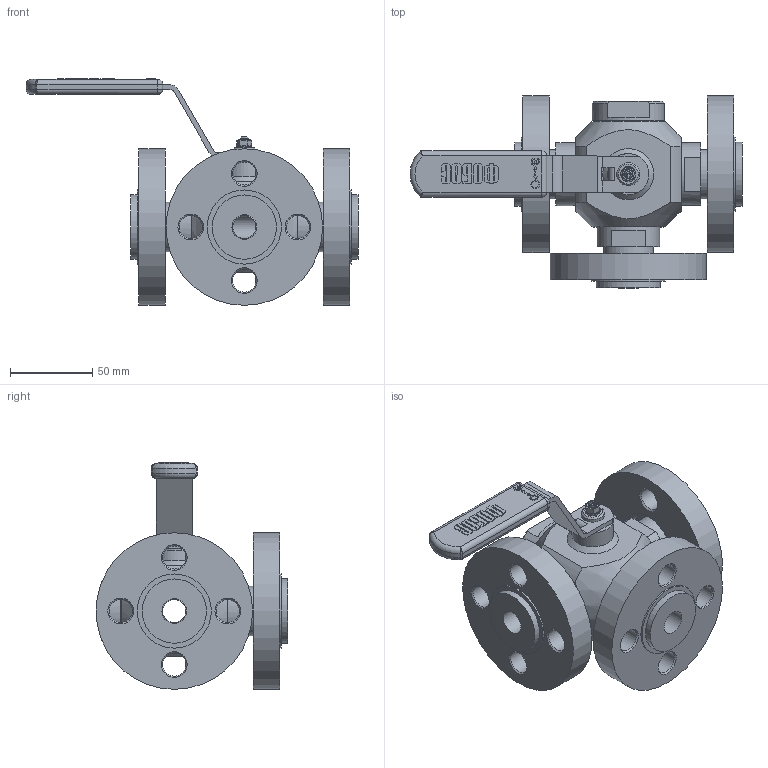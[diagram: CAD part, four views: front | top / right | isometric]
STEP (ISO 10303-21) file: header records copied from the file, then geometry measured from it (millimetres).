
FILE_DESCRIPTION(/* description */ (''),/* implementation_level */ '2;1');
FILE_NAME(/* name */ 'FB39.040.015.000SB_pravka_1.stp',/* time_stamp */ '2016-02-24T12:30:05+04:00',/* author */ (''),/* organization */ (''),/* preprocessor_version */ 'ST-DEVELOPER v15',/* originating_system */ 'SIEMENS PLM Software NX 8.5',/* authorisation */ '');
FILE_SCHEMA (('CONFIG_CONTROL_DESIGN'));
Length unit declared in the file: millimetre
Products named in the file (1): FB39.040.015.000SB_pravka_1
Bounding box: 201.5 x 116.5 x 137.57 mm (x, y, z)
Volume: 552004.7 mm3; surface area: 130444.6 mm2
Topology: 1 solids, 12 shells, 578 faces, 1431 edges, 926 vertices
Faces by surface type: plane 376, cylinder 126, cone 58, torus 13, sphere 5
Full cylindrical faces by diameter (mm): 3.8 x1, 5 x2, 5.5 x1, 7.8 x1, 10 x3, 11 x2, 14 x15, 15 x5, 16 x1, 17 x1, 18 x1, 24 x4, 25 x1, 26 x4, 27.8 x3, 30 x10, 33.8 x1, 34.376 x1, 36 x6, 38 x3, 39 x3, 40 x3, 42 x1, 44 x1, 45 x6, 95 x3
Entity records: 16096 total; most frequent: CARTESIAN_POINT 3012, DIRECTION 2664, ORIENTED_EDGE 2440, EDGE_CURVE 1220, AXIS2_PLACEMENT_3D 928, VERTEX_POINT 868, EDGE_LOOP 835, LINE 808
